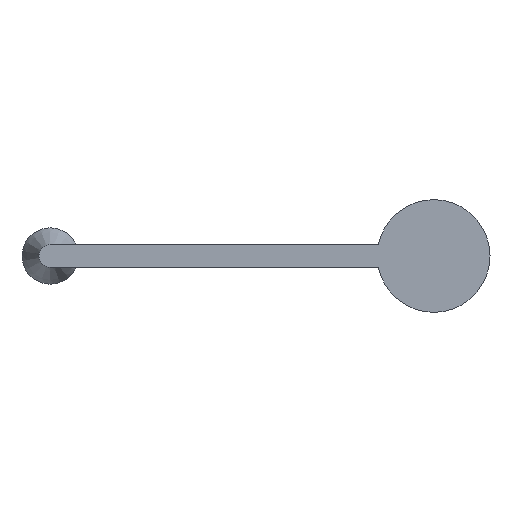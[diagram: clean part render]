
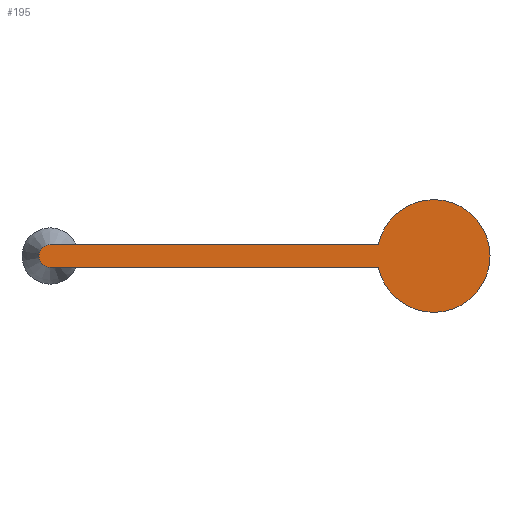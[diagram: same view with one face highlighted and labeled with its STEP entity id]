
A CAD part, front view. The second image highlights one B-rep face of the part: STEP entity #195.
In plain terms, the highlighted planar face has unit normal (0, -1, 0).
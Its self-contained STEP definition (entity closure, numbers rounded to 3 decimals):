
#23=PLANE('',#231);
#35=FACE_OUTER_BOUND('',#48,.T.);
#48=EDGE_LOOP('',(#176,#177,#178,#179));
#60=LINE('',#338,#75);
#62=LINE('',#342,#77);
#75=VECTOR('',#281,10.);
#77=VECTOR('',#285,10.);
#85=CIRCLE('',#221,2.);
#88=CIRCLE('',#230,10.);
#98=VERTEX_POINT('',#320);
#99=VERTEX_POINT('',#322);
#103=VERTEX_POINT('',#337);
#104=VERTEX_POINT('',#341);
#118=EDGE_CURVE('',#98,#99,#85,.T.);
#125=EDGE_CURVE('',#99,#103,#60,.T.);
#127=EDGE_CURVE('',#104,#98,#62,.T.);
#129=EDGE_CURVE('',#103,#104,#88,.T.);
#176=ORIENTED_EDGE('',*,*,#129,.F.);
#177=ORIENTED_EDGE('',*,*,#125,.F.);
#178=ORIENTED_EDGE('',*,*,#118,.F.);
#179=ORIENTED_EDGE('',*,*,#127,.F.);
#195=ADVANCED_FACE('',(#35),#23,.F.);
#221=AXIS2_PLACEMENT_3D('',#323,#263,#264);
#230=AXIS2_PLACEMENT_3D('',#345,#289,#290);
#231=AXIS2_PLACEMENT_3D('',#346,#291,#292);
#263=DIRECTION('center_axis',(0.,1.,0.));
#264=DIRECTION('ref_axis',(0.,0.,-1.));
#281=DIRECTION('',(1.,0.,0.));
#285=DIRECTION('',(-1.,0.,0.));
#289=DIRECTION('center_axis',(0.,1.,0.));
#290=DIRECTION('ref_axis',(-0.98,0.,0.2));
#291=DIRECTION('center_axis',(0.,1.,0.));
#292=DIRECTION('ref_axis',(1.,0.,0.));
#320=CARTESIAN_POINT('',(2.,0.,-4.));
#322=CARTESIAN_POINT('',(2.,0.,0.));
#323=CARTESIAN_POINT('Origin',(2.,0.,-2.));
#337=CARTESIAN_POINT('',(60.202,0.,0.));
#338=CARTESIAN_POINT('',(2.,0.,0.));
#341=CARTESIAN_POINT('',(60.202,0.,-4.));
#342=CARTESIAN_POINT('',(60.202,0.,-4.));
#345=CARTESIAN_POINT('Origin',(70.,0.,-2.));
#346=CARTESIAN_POINT('Origin',(40.,0.,-2.));
